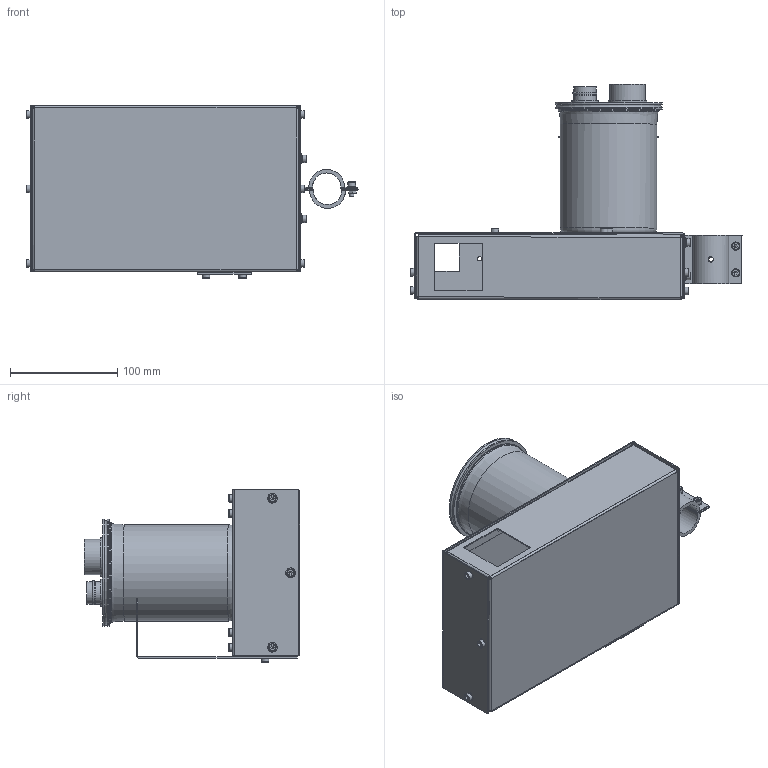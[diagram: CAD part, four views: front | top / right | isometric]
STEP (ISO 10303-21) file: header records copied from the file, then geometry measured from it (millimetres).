
FILE_DESCRIPTION(/* description */ (''),/* implementation_level */ '2;1');
FILE_NAME(/* name */ 'Conjunto Completo.stp',/* time_stamp */ '2020-07-13T02:24:03-04:00',/* author */ ('Bruno'),/* organization */ (''),/* preprocessor_version */ 'ST-DEVELOPER v18.1',/* originating_system */ 'Autodesk Inventor 2020',/* authorisation */ '');
FILE_SCHEMA (('AUTOMOTIVE_DESIGN { 1 0 10303 214 3 1 1 }'));
Length unit declared in the file: millimetre
Products named in the file (31): Conjunto Caja-Vaso-TapaVaso; Conjuntoi Caja CNAF; base_v7; tapa_v7; din_912-m4x0_7-40-10_9; Sello Plato Oring 2-343; Platogrueso; Barra fijación calefactor V2; Tuerca Remachable M4; Sujetador Porta Suero; Sujeta Porta Suero-sin tubo; Half Pipe A53 - DN25-H45; Pletina Terminal V2; Sujetador Vaso; Arandela Presion DIN127B D4; tuerca_din934_m4-6; din_912-m4x0_7-10-8_8; din_913-m5x5-a4; Vaso precipitado 600ml-De90-Di84-H120; Conjunto Tapa Vaso; Tapa V2; Cuerpo Tapa Sin Paleta; Paleta; Oring 2-019; Oring 2-026; Conector Tapa-Corrugado V2; Conector Tapa-Tubo calefaccionado V2 (M33); Oring 2-018 Deform; Oring 2-022; Perno Parker DIN912 M4x0.7x16-8.8; Oring 2-151 Deform
Assembly tree (69 placements, depth 4):
  Conjunto Caja-Vaso-TapaVaso
    Conjuntoi Caja CNAF
      base_v7
      tapa_v7
      Tuerca Remachable M4  x16
      din_912-m4x0_7-10-8_8  x18
      din_912-m4x0_7-40-10_9  x2
      Sello Plato Oring 2-343
      Platogrueso
      Barra fijación calefactor V2
      tuerca_din934_m4-6  x4
      Sujetador Porta Suero  x2
        Sujeta Porta Suero-sin tubo
        Half Pipe A53 - DN25-H45
        Pletina Terminal V2
      Sujetador Vaso
      Arandela Presion DIN127B D4  x2
      din_913-m5x5-a4  x2
    Vaso precipitado 600ml-De90-Di84-H120
    Conjunto Tapa Vaso
      Tapa V2
        Cuerpo Tapa Sin Paleta
        Paleta
        Oring 2-019
        Oring 2-026
        Conector Tapa-Corrugado V2
        Conector Tapa-Tubo calefaccionado V2 (M33)
        Oring 2-018 Deform
        Oring 2-022
        Perno Parker DIN912 M4x0.7x16-8.8
        Oring 2-151 Deform
Bounding box: 309.64 x 200.79 x 161.03 mm (x, y, z)
Volume: 677484 mm3; surface area: 482794.5 mm2
Topology: 67 solids, 67 shells, 863 faces, 2235 edges, 1549 vertices
Faces by surface type: plane 504, cylinder 231, cone 70, torus 48, bspline 10
Full cylindrical faces by diameter (mm): 3.242 x21, 4 x27, 4.134 x2, 4.5 x22, 4.917 x1, 4.978 x2, 5 x3, 5.9 x16, 6 x16, 7 x21, 8 x1, 9 x16, 16 x1, 16.5 x1, 18 x1, 18.4 x1, 20 x1, 20.5 x1, 21 x2, 24 x1, 25 x1, 26 x2, 28.7 x1, 30 x1, 31.6 x1, 33 x2, 35 x1, 36 x1, 79 x1, 83.5 x2
Entity records: 14883 total; most frequent: CARTESIAN_POINT 2871, DIRECTION 2437, ORIENTED_EDGE 2120, EDGE_CURVE 1060, AXIS2_PLACEMENT_3D 947, VERTEX_POINT 713, EDGE_LOOP 547, LINE 543
